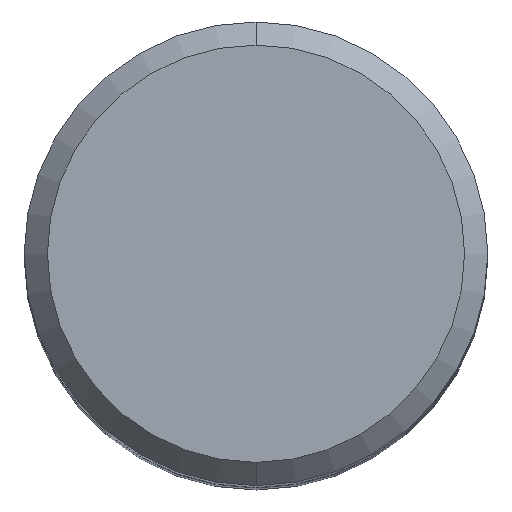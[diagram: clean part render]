
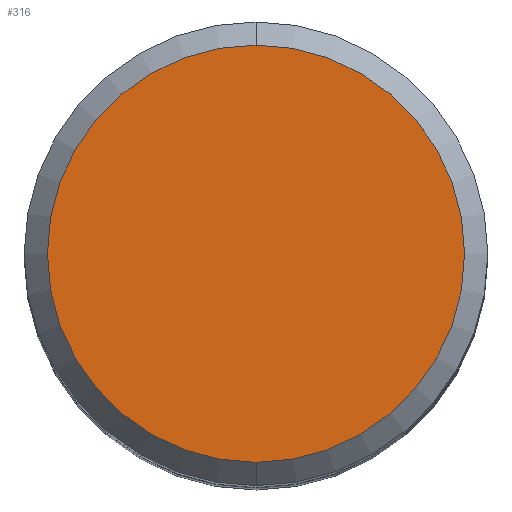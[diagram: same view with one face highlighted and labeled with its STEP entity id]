
A CAD part, top view. The second image highlights one B-rep face of the part: STEP entity #316.
In plain terms, the highlighted planar face has unit normal (0, 0, 1).
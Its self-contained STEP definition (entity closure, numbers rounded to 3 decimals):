
#200=VERTEX_POINT('',#549);
#276=EDGE_CURVE('',#200,#480,#632,.T.);
#316=ADVANCED_FACE('',(#677),#678,.T.);
#356=EDGE_CURVE('',#480,#200,#722,.T.);
#480=VERTEX_POINT('',#863);
#549=CARTESIAN_POINT('',(0.,-9.0,0.));
#632=CIRCLE('',#1076,9.0);
#677=FACE_OUTER_BOUND('',#1223,.T.);
#678=PLANE('',#1224);
#722=CIRCLE('',#1279,9.0);
#863=CARTESIAN_POINT('',(0.0,9.0,0.));
#1076=AXIS2_PLACEMENT_3D('',#1858,#1859,#1860);
#1223=EDGE_LOOP('',(#1920,#1921));
#1224=AXIS2_PLACEMENT_3D('',#1922,#1923,#1924);
#1279=AXIS2_PLACEMENT_3D('',#1976,#1977,#1978);
#1858=CARTESIAN_POINT('',(0.0,0.0,0.));
#1859=DIRECTION('',(0.0,0.0,-1.0));
#1860=DIRECTION('',(0.0,1.0,0.0));
#1920=ORIENTED_EDGE('',*,*,#356,.F.);
#1921=ORIENTED_EDGE('',*,*,#276,.F.);
#1922=CARTESIAN_POINT('',(0.0,4.5,0.));
#1923=DIRECTION('',(-0.0,0.0,1.0));
#1924=DIRECTION('',(0.0,-1.0,0.0));
#1976=CARTESIAN_POINT('',(0.0,0.0,0.));
#1977=DIRECTION('',(0.0,0.0,-1.0));
#1978=DIRECTION('',(0.0,1.0,0.0));
